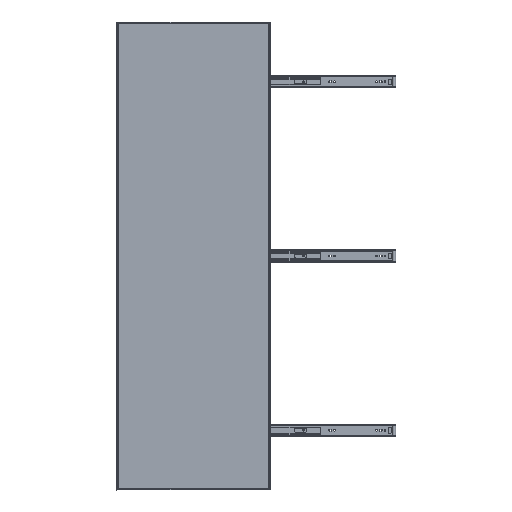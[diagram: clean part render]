
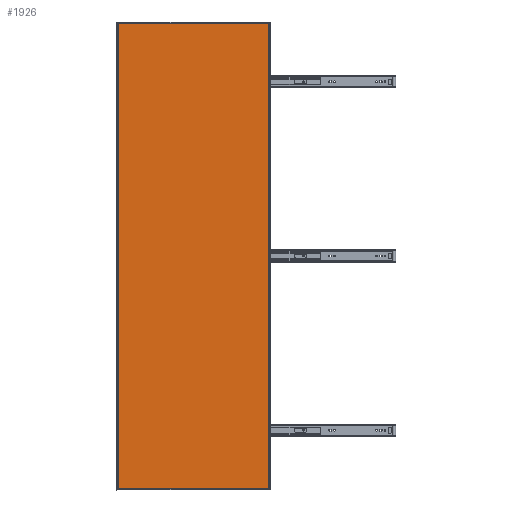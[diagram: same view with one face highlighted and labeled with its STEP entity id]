
A CAD part, top view. The second image highlights one B-rep face of the part: STEP entity #1926.
In plain terms, the highlighted planar face has unit normal (0, 0, 1).
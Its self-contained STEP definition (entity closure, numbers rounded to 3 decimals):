
#1741=CARTESIAN_POINT('',(-408.43,-697.909,3.));
#1742=VERTEX_POINT('',#1741);
#1743=CARTESIAN_POINT('',(-408.43,690.091,3.));
#1744=VERTEX_POINT('',#1743);
#1745=CARTESIAN_POINT('',(-408.43,-697.909,3.));
#1746=DIRECTION('',(0.0,1.0,0.0));
#1747=VECTOR('',#1746,1388.);
#1748=LINE('',#1745,#1747);
#1749=EDGE_CURVE('',#1742,#1744,#1748,.T.);
#1781=CARTESIAN_POINT('',(39.57,690.091,3.));
#1782=VERTEX_POINT('',#1781);
#1783=CARTESIAN_POINT('',(-408.43,690.091,3.));
#1784=DIRECTION('',(1.0,0.0,0.0));
#1785=VECTOR('',#1784,448.0);
#1786=LINE('',#1783,#1785);
#1787=EDGE_CURVE('',#1744,#1782,#1786,.T.);
#1812=CARTESIAN_POINT('',(39.57,-697.909,3.));
#1813=VERTEX_POINT('',#1812);
#1814=CARTESIAN_POINT('',(39.57,690.091,3.));
#1815=DIRECTION('',(0.0,-1.0,0.0));
#1816=VECTOR('',#1815,1388.);
#1817=LINE('',#1814,#1816);
#1818=EDGE_CURVE('',#1782,#1813,#1817,.T.);
#1843=CARTESIAN_POINT('',(39.57,-697.909,3.));
#1844=DIRECTION('',(-1.0,0.0,0.0));
#1845=VECTOR('',#1844,448.);
#1846=LINE('',#1843,#1845);
#1847=EDGE_CURVE('',#1813,#1742,#1846,.T.);
#1915=CARTESIAN_POINT('',(-184.43,-3.909,3.));
#1916=DIRECTION('',(0.0,0.0,1.0));
#1917=DIRECTION('',(1.0,0.0,0.0));
#1918=AXIS2_PLACEMENT_3D('',#1915,#1916,#1917);
#1919=PLANE('',#1918);
#1920=ORIENTED_EDGE('',*,*,#1749,.F.);
#1921=ORIENTED_EDGE('',*,*,#1847,.F.);
#1922=ORIENTED_EDGE('',*,*,#1818,.F.);
#1923=ORIENTED_EDGE('',*,*,#1787,.F.);
#1924=EDGE_LOOP('',(#1920,#1921,#1922,#1923));
#1925=FACE_OUTER_BOUND('',#1924,.T.);
#1926=ADVANCED_FACE('',(#1925),#1919,.T.);
